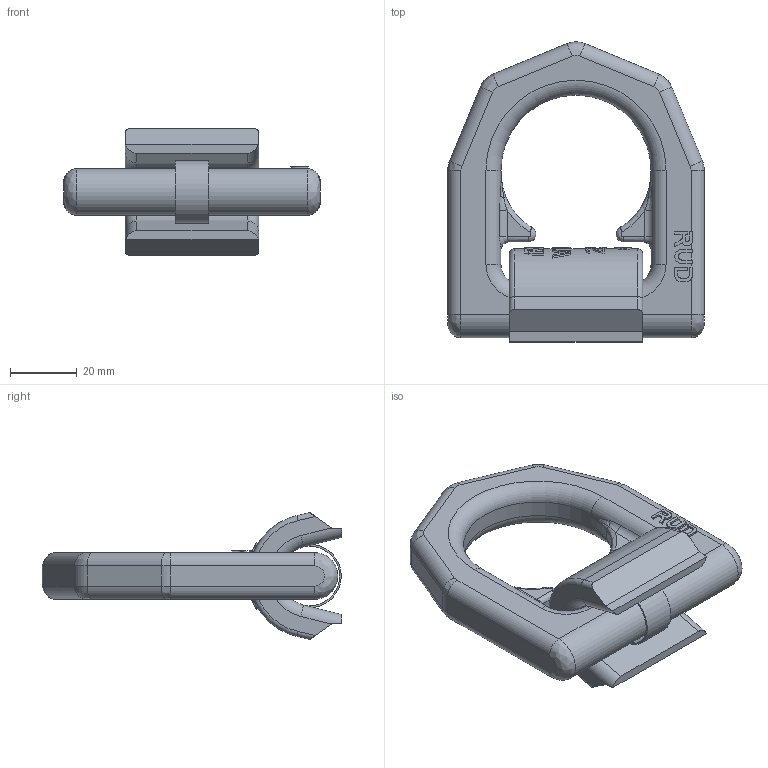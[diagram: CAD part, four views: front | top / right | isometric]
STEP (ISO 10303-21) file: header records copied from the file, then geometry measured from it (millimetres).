
FILE_DESCRIPTION((''),'2;1');
FILE_NAME('001-M34884-P3_ASM','2018-11-23T',('anja.joas'),(''),'PRO/ENGINEER BY PARAMETRIC TECHNOLOGY CORPORATION, 2011490','PRO/ENGINEER BY PARAMETRIC TECHNOLOGY CORPORATION, 2011490','');
FILE_SCHEMA(('CONFIG_CONTROL_DESIGN'));
Length unit declared in the file: millimetre
Products named in the file (3): 001-M34884-P-30; 001-M34884-P1; 001-M34884-P3_ASM
Assembly tree (2 placements, depth 2):
  001-M34884-P3_ASM
    001-M34884-P-30
    001-M34884-P1
Bounding box: 77 x 89.98 x 38 mm (x, y, z)
Volume: 68776.7 mm3; surface area: 19382.4 mm2
Topology: 2 solids, 2 shells, 444 faces, 1193 edges, 768 vertices
Faces by surface type: plane 300, cylinder 89, bspline 32, torus 22, extrusion 1
Entity records: 15538 total; most frequent: CARTESIAN_POINT 4872, ORIENTED_EDGE 2386, DIRECTION 1986, EDGE_CURVE 1193, VERTEX_POINT 768, AXIS2_PLACEMENT_3D 709, VECTOR 568, LINE 567
